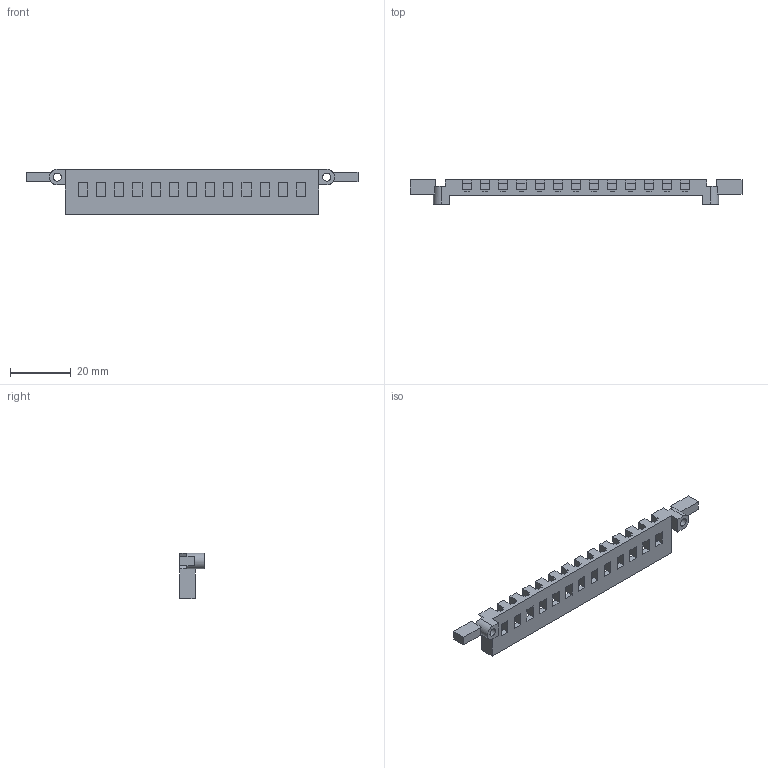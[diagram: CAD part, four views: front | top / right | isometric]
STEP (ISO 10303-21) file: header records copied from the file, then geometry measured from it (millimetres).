
FILE_DESCRIPTION(/* description */ (''),/* implementation_level */ '2;1');
FILE_NAME(/* name */ '3D_1390000990500-W20D-PCC_V1.0.stp',/* time_stamp */ '2023-12-04T11:16:57+08:00',/* author */ (''),/* organization */ (''),/* preprocessor_version */ 'ST-DEVELOPER v18.1',/* originating_system */ 'SIEMENS PLM Software NX 1980',/* authorisation */ '');
FILE_SCHEMA (('AUTOMOTIVE_DESIGN { 1 0 10303 214 3 1 1 1 }'));
Length unit declared in the file: millimetre
Products named in the file (1): 1390000990500_02
Bounding box: 109.5 x 8 x 15 mm (x, y, z)
Volume: 4523.3 mm3; surface area: 5465.6 mm2
Topology: 1 solids, 1 shells, 184 faces, 633 edges, 413 vertices
Faces by surface type: plane 141, bspline 39, cone 2, cylinder 2
Entity records: 6645 total; most frequent: CARTESIAN_POINT 1570, ORIENTED_EDGE 1260, DIRECTION 720, EDGE_CURVE 630, VERTEX_POINT 412, LINE 404, VECTOR 404, B_SPLINE_CURVE_WITH_KNOTS 214
